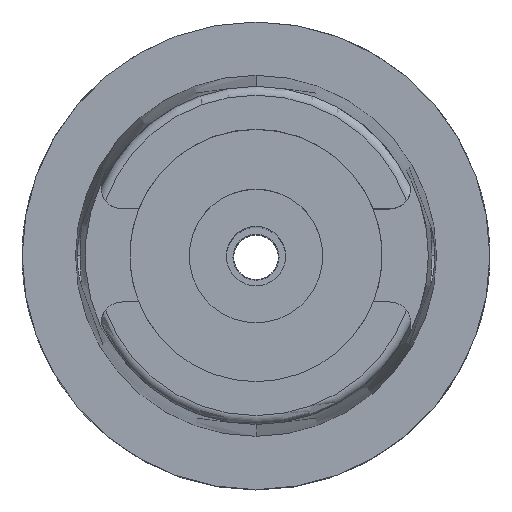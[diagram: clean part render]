
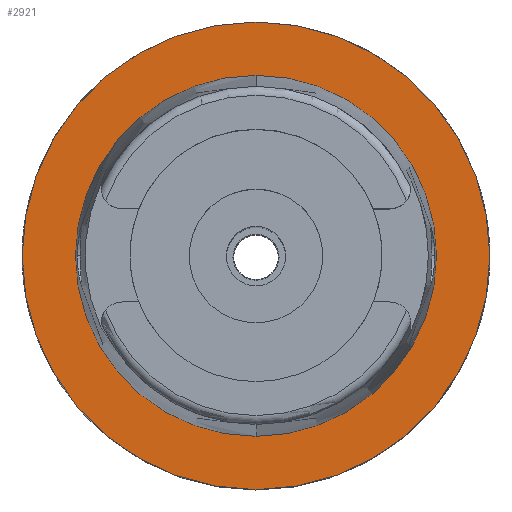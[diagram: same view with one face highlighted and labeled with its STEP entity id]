
A CAD part, top view. The second image highlights one B-rep face of the part: STEP entity #2921.
In plain terms, the highlighted planar face has unit normal (0, 0, 1).
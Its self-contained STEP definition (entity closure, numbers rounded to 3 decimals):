
#618=CARTESIAN_POINT('',(0.,0.,0.));
#619=DIRECTION('',(0.,0.,-1.));
#620=DIRECTION('',(0.,-1.,0.));
#621=AXIS2_PLACEMENT_3D('',#618,#619,#620);
#626=CARTESIAN_POINT('',(0.,0.,0.));
#627=DIRECTION('',(0.,0.,-1.));
#628=DIRECTION('',(0.,1.,0.));
#629=AXIS2_PLACEMENT_3D('',#626,#627,#628);
#634=CARTESIAN_POINT('',(0.,0.,0.));
#635=DIRECTION('',(0.,0.,1.));
#636=DIRECTION('',(0.,-1.,0.));
#637=AXIS2_PLACEMENT_3D('',#634,#635,#636);
#642=CARTESIAN_POINT('',(0.,0.,0.));
#643=DIRECTION('',(0.,0.,1.));
#644=DIRECTION('',(0.,1.,0.));
#645=AXIS2_PLACEMENT_3D('',#642,#643,#644);
#2273=CARTESIAN_POINT('',(0.,-24.315,0.));
#2274=VERTEX_POINT('',#2273);
#2275=CARTESIAN_POINT('',(0.,24.315,0.));
#2276=VERTEX_POINT('',#2275);
#2535=CARTESIAN_POINT('',(0.,31.5,0.));
#2536=VERTEX_POINT('',#2535);
#2537=CARTESIAN_POINT('',(0.,-31.5,0.));
#2538=VERTEX_POINT('',#2537);
#2906=CARTESIAN_POINT('',(0.,0.,0.));
#2907=DIRECTION('',(0.,0.,1.));
#2908=DIRECTION('',(0.,1.,0.));
#2909=AXIS2_PLACEMENT_3D('',#2906,#2907,#2908);
#2910=PLANE('',#2909);
#2912=ORIENTED_EDGE('',*,*,#2911,.T.);
#2914=ORIENTED_EDGE('',*,*,#2913,.T.);
#2915=EDGE_LOOP('',(#2912,#2914));
#2916=FACE_OUTER_BOUND('',#2915,.F.);
#2917=ORIENTED_EDGE('',*,*,#2864,.T.);
#2918=ORIENTED_EDGE('',*,*,#2657,.T.);
#2919=EDGE_LOOP('',(#2917,#2918));
#2920=FACE_BOUND('',#2919,.F.);
#622=CIRCLE('',#621,31.5);
#630=CIRCLE('',#629,31.5);
#638=CIRCLE('',#637,24.315);
#646=CIRCLE('',#645,24.315);
#2657=EDGE_CURVE('',#2276,#2274,#646,.T.);
#2864=EDGE_CURVE('',#2274,#2276,#638,.T.);
#2911=EDGE_CURVE('',#2538,#2536,#622,.T.);
#2913=EDGE_CURVE('',#2536,#2538,#630,.T.);
#2921=ADVANCED_FACE('',(#2916,#2920),#2910,.T.);
